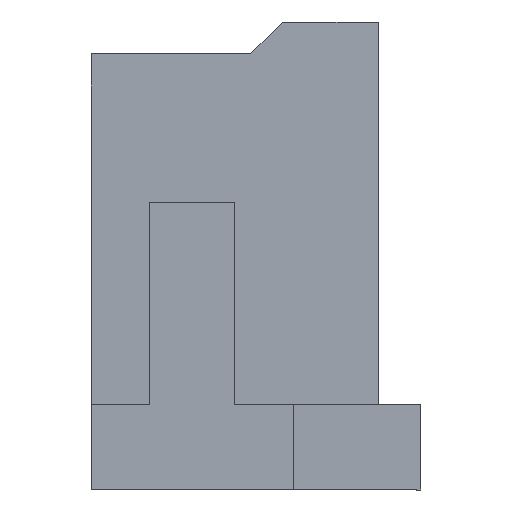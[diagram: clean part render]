
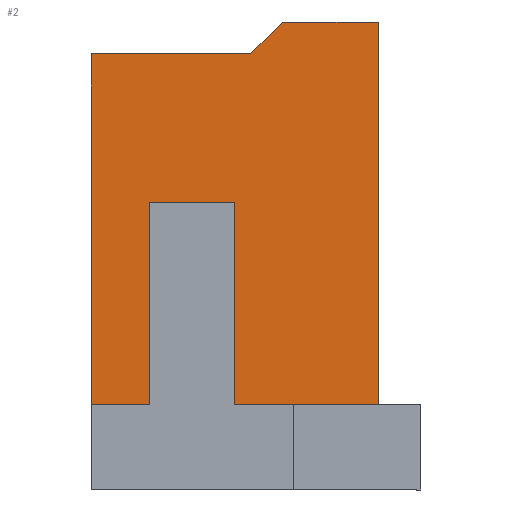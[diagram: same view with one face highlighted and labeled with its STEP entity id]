
A CAD part, left-side view. The second image highlights one B-rep face of the part: STEP entity #2.
In plain terms, the highlighted planar face has unit normal (-1, 0, 0).
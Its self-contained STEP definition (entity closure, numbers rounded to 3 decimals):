
#2 = ADVANCED_FACE ( 'NONE', ( #730 ), #729, .T. ) ;
#3 = EDGE_LOOP ( 'NONE', ( #4, #5, #6, #7, #8, #9, #10, #11, #13, #14 ) ) ;
#4 = ORIENTED_EDGE ( 'NONE', *, *, #390, .F. ) ;
#5 = ORIENTED_EDGE ( 'NONE', *, *, #464, .F. ) ;
#6 = ORIENTED_EDGE ( 'NONE', *, *, #141, .F. ) ;
#7 = ORIENTED_EDGE ( 'NONE', *, *, #440, .F. ) ;
#8 = ORIENTED_EDGE ( 'NONE', *, *, #513, .F. ) ;
#9 = ORIENTED_EDGE ( 'NONE', *, *, #504, .F. ) ;
#10 = ORIENTED_EDGE ( 'NONE', *, *, #134, .F. ) ;
#11 = ORIENTED_EDGE ( 'NONE', *, *, #437, .F. ) ;
#13 = ORIENTED_EDGE ( 'NONE', *, *, #358, .F. ) ;
#14 = ORIENTED_EDGE ( 'NONE', *, *, #379, .F. ) ;
#134 = EDGE_CURVE ( 'NONE', #152, #148, #945, .T. ) ;
#141 = EDGE_CURVE ( 'NONE', #441, #462, #927, .T. ) ;
#148 = VERTEX_POINT ( 'NONE', #974 ) ;
#152 = VERTEX_POINT ( 'NONE', #968 ) ;
#358 = EDGE_CURVE ( 'NONE', #380, #359, #1312, .T. ) ;
#359 = VERTEX_POINT ( 'NONE', #1308 ) ;
#379 = EDGE_CURVE ( 'NONE', #392, #380, #1335, .T. ) ;
#380 = VERTEX_POINT ( 'NONE', #1400 ) ;
#390 = EDGE_CURVE ( 'NONE', #391, #392, #1389, .T. ) ;
#391 = VERTEX_POINT ( 'NONE', #1385 ) ;
#392 = VERTEX_POINT ( 'NONE', #1384 ) ;
#437 = EDGE_CURVE ( 'NONE', #359, #152, #1439, .T. ) ;
#440 = EDGE_CURVE ( 'NONE', #514, #441, #1499, .T. ) ;
#441 = VERTEX_POINT ( 'NONE', #1495 ) ;
#462 = VERTEX_POINT ( 'NONE', #1467 ) ;
#464 = EDGE_CURVE ( 'NONE', #462, #391, #1531, .T. ) ;
#504 = EDGE_CURVE ( 'NONE', #148, #505, #1541, .T. ) ;
#505 = VERTEX_POINT ( 'NONE', #1537 ) ;
#513 = EDGE_CURVE ( 'NONE', #505, #514, #1592, .T. ) ;
#514 = VERTEX_POINT ( 'NONE', #1588 ) ;
#725 = DIRECTION ( 'NONE',  ( 0., 0., 1. ) ) ;
#726 = DIRECTION ( 'NONE',  ( -1., 0., 0. ) ) ;
#727 = CARTESIAN_POINT ( 'NONE',  ( -4.75, 0.4, -0.3 ) ) ;
#728 = AXIS2_PLACEMENT_3D ( 'NONE', #727, #726, #725 ) ;
#729 = PLANE ( 'NONE',  #728 ) ;
#730 = FACE_OUTER_BOUND ( 'NONE', #3, .T. ) ;
#924 = DIRECTION ( 'NONE',  ( 0., 1., 0. ) ) ;
#925 = VECTOR ( 'NONE', #924, 1000. ) ;
#926 = CARTESIAN_POINT ( 'NONE',  ( -4.75, 2.55, -3.6 ) ) ;
#927 = LINE ( 'NONE', #926, #925 ) ;
#942 = DIRECTION ( 'NONE',  ( 0., 1., 0. ) ) ;
#943 = VECTOR ( 'NONE', #942, 1000. ) ;
#944 = CARTESIAN_POINT ( 'NONE',  ( -4.75, 0.4, -3.6 ) ) ;
#945 = LINE ( 'NONE', #944, #943 ) ;
#968 = CARTESIAN_POINT ( 'NONE',  ( -4.75, 0.4, -3.6 ) ) ;
#974 = CARTESIAN_POINT ( 'NONE',  ( -4.75, 1.75, -3.6 ) ) ;
#1308 = CARTESIAN_POINT ( 'NONE',  ( -4.75, 0.4, 0. ) ) ;
#1309 = DIRECTION ( 'NONE',  ( 0., -1., 0. ) ) ;
#1310 = VECTOR ( 'NONE', #1309, 1000. ) ;
#1311 = CARTESIAN_POINT ( 'NONE',  ( -4.75, 1.3, 0. ) ) ;
#1312 = LINE ( 'NONE', #1311, #1310 ) ;
#1335 = LINE ( 'NONE', #1403, #1402 ) ;
#1384 = CARTESIAN_POINT ( 'NONE',  ( -4.75, 1.6, -0.3 ) ) ;
#1385 = CARTESIAN_POINT ( 'NONE',  ( -4.75, 3.1, -0.3 ) ) ;
#1386 = DIRECTION ( 'NONE',  ( 0., -1., 0. ) ) ;
#1387 = VECTOR ( 'NONE', #1386, 1000. ) ;
#1388 = CARTESIAN_POINT ( 'NONE',  ( -4.75, 3.1, -0.3 ) ) ;
#1389 = LINE ( 'NONE', #1388, #1387 ) ;
#1400 = CARTESIAN_POINT ( 'NONE',  ( -4.75, 1.3, 0. ) ) ;
#1401 = DIRECTION ( 'NONE',  ( 0., -0.707, 0.707 ) ) ;
#1402 = VECTOR ( 'NONE', #1401, 1000. ) ;
#1403 = CARTESIAN_POINT ( 'NONE',  ( -4.75, 1.6, -0.3 ) ) ;
#1436 = DIRECTION ( 'NONE',  ( 0., 0., -1. ) ) ;
#1437 = VECTOR ( 'NONE', #1436, 1000. ) ;
#1438 = CARTESIAN_POINT ( 'NONE',  ( -4.75, 0.4, 0. ) ) ;
#1439 = LINE ( 'NONE', #1438, #1437 ) ;
#1467 = CARTESIAN_POINT ( 'NONE',  ( -4.75, 3.1, -3.6 ) ) ;
#1495 = CARTESIAN_POINT ( 'NONE',  ( -4.75, 2.55, -3.6 ) ) ;
#1496 = DIRECTION ( 'NONE',  ( 0., 0., -1. ) ) ;
#1497 = VECTOR ( 'NONE', #1496, 1000. ) ;
#1498 = CARTESIAN_POINT ( 'NONE',  ( -4.75, 2.55, -1.7 ) ) ;
#1499 = LINE ( 'NONE', #1498, #1497 ) ;
#1528 = DIRECTION ( 'NONE',  ( 0., 0., 1. ) ) ;
#1529 = VECTOR ( 'NONE', #1528, 1000. ) ;
#1530 = CARTESIAN_POINT ( 'NONE',  ( -4.75, 3.1, -3.6 ) ) ;
#1531 = LINE ( 'NONE', #1530, #1529 ) ;
#1537 = CARTESIAN_POINT ( 'NONE',  ( -4.75, 1.75, -1.7 ) ) ;
#1538 = DIRECTION ( 'NONE',  ( 0., 0., 1. ) ) ;
#1539 = VECTOR ( 'NONE', #1538, 1000. ) ;
#1540 = CARTESIAN_POINT ( 'NONE',  ( -4.75, 1.75, -3.6 ) ) ;
#1541 = LINE ( 'NONE', #1540, #1539 ) ;
#1588 = CARTESIAN_POINT ( 'NONE',  ( -4.75, 2.55, -1.7 ) ) ;
#1589 = DIRECTION ( 'NONE',  ( 0., 1., 0. ) ) ;
#1590 = VECTOR ( 'NONE', #1589, 1000. ) ;
#1591 = CARTESIAN_POINT ( 'NONE',  ( -4.75, 1.75, -1.7 ) ) ;
#1592 = LINE ( 'NONE', #1591, #1590 ) ;
